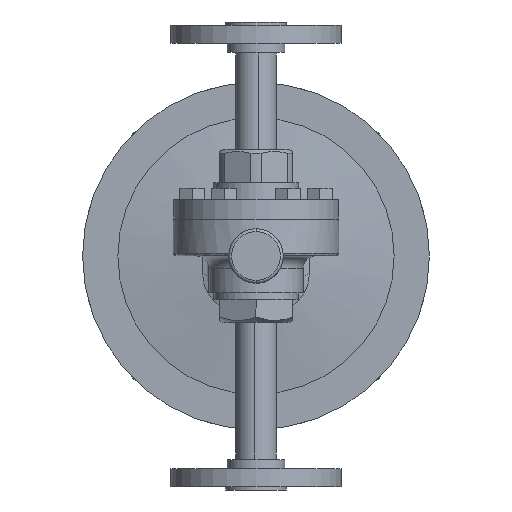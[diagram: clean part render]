
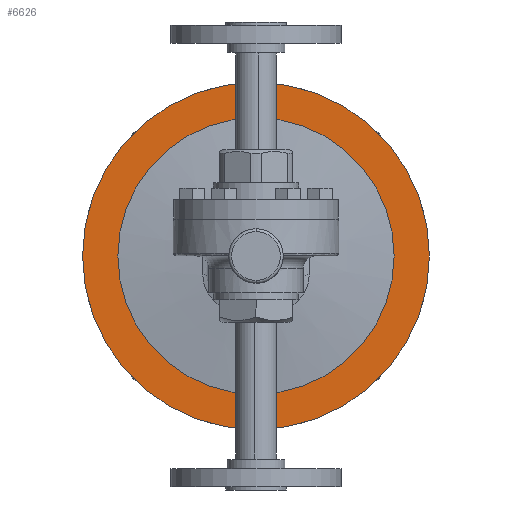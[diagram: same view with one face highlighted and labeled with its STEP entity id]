
A CAD part, front view. The second image highlights one B-rep face of the part: STEP entity #6626.
In plain terms, the highlighted planar face has unit normal (0, -1, 0).
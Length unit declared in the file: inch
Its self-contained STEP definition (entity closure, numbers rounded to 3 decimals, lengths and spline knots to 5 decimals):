
#1598 = EDGE_LOOP ( 'NONE', ( #6646, #1742 ) ) ;
#1742 = ORIENTED_EDGE ( 'NONE', *, *, #12581, .T. ) ;
#1964 = PLANE ( 'NONE',  #13681 ) ;
#2104 = CARTESIAN_POINT ( 'NONE',  ( 0., 2.25, 0. ) ) ;
#2243 = AXIS2_PLACEMENT_3D ( 'NONE', #9757, #2343, #11005 ) ;
#2343 = DIRECTION ( 'NONE',  ( 0., -1., 0. ) ) ;
#2754 = DIRECTION ( 'NONE',  ( 0., -1., 0. ) ) ;
#3138 = EDGE_LOOP ( 'NONE', ( #3882, #13830 ) ) ;
#3212 = DIRECTION ( 'NONE',  ( 0., 0., -1. ) ) ;
#3342 = DIRECTION ( 'NONE',  ( 0., 0., -1. ) ) ;
#3474 = AXIS2_PLACEMENT_3D ( 'NONE', #2104, #10765, #3342 ) ;
#3677 = VERTEX_POINT ( 'NONE', #5977 ) ;
#3882 = ORIENTED_EDGE ( 'NONE', *, *, #5236, .F. ) ;
#3928 = CARTESIAN_POINT ( 'NONE',  ( 0., 2.25, 3.565 ) ) ;
#5086 = VERTEX_POINT ( 'NONE', #8549 ) ;
#5236 = EDGE_CURVE ( 'NONE', #9104, #5086, #6804, .T. ) ;
#5560 = DIRECTION ( 'NONE',  ( 0., -1., 0. ) ) ;
#5834 = VERTEX_POINT ( 'NONE', #3928 ) ;
#5977 = CARTESIAN_POINT ( 'NONE',  ( 0., 2.25, -3.565 ) ) ;
#6626 = ADVANCED_FACE ( 'NONE', ( #15821, #9298 ), #1964, .T. ) ;
#6646 = ORIENTED_EDGE ( 'NONE', *, *, #7071, .T. ) ;
#6804 = CIRCLE ( 'NONE', #15196, 2.84 ) ;
#7071 = EDGE_CURVE ( 'NONE', #3677, #5834, #14856, .T. ) ;
#8105 = AXIS2_PLACEMENT_3D ( 'NONE', #12980, #5560, #14209 ) ;
#8549 = CARTESIAN_POINT ( 'NONE',  ( 0., 2.25, -2.84 ) ) ;
#9104 = VERTEX_POINT ( 'NONE', #9242 ) ;
#9242 = CARTESIAN_POINT ( 'NONE',  ( 0., 2.25, 2.84 ) ) ;
#9298 = FACE_OUTER_BOUND ( 'NONE', #1598, .T. ) ;
#9757 = CARTESIAN_POINT ( 'NONE',  ( 0., 2.25, 0. ) ) ;
#10167 = CARTESIAN_POINT ( 'NONE',  ( 0., 2.25, 0. ) ) ;
#10632 = DIRECTION ( 'NONE',  ( 0., -1., 0. ) ) ;
#10765 = DIRECTION ( 'NONE',  ( 0., -1., 0. ) ) ;
#11005 = DIRECTION ( 'NONE',  ( 0., 0., -1. ) ) ;
#11414 = DIRECTION ( 'NONE',  ( 0., 0., -1. ) ) ;
#11534 = EDGE_CURVE ( 'NONE', #5086, #9104, #15523, .T. ) ;
#12581 = EDGE_CURVE ( 'NONE', #5834, #3677, #14282, .T. ) ;
#12980 = CARTESIAN_POINT ( 'NONE',  ( 0., 2.25, 0. ) ) ;
#13681 = AXIS2_PLACEMENT_3D ( 'NONE', #14283, #10632, #3212 ) ;
#13830 = ORIENTED_EDGE ( 'NONE', *, *, #11534, .F. ) ;
#14209 = DIRECTION ( 'NONE',  ( 0., 0., -1. ) ) ;
#14282 = CIRCLE ( 'NONE', #2243, 3.565 ) ;
#14283 = CARTESIAN_POINT ( 'NONE',  ( 0., 2.25, -3.655 ) ) ;
#14856 = CIRCLE ( 'NONE', #8105, 3.565 ) ;
#15196 = AXIS2_PLACEMENT_3D ( 'NONE', #10167, #2754, #11414 ) ;
#15523 = CIRCLE ( 'NONE', #3474, 2.84 ) ;
#15821 = FACE_BOUND ( 'NONE', #3138, .T. ) ;
